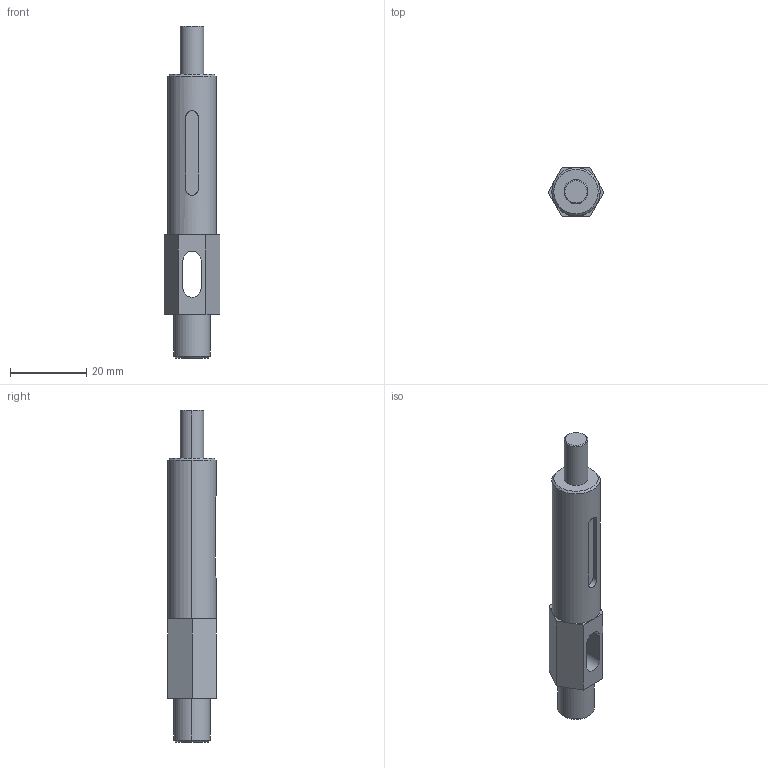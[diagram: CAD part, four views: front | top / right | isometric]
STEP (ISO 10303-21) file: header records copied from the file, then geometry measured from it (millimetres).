
FILE_DESCRIPTION (( 'STEP AP214' ), '1' );
FILE_NAME ('am-0021 Output Hex Shaft.STEP', '2014-08-26T20:15:23', ( '' ), ( '' ), 'SwSTEP 2.0', 'SolidWorks 2014', '' );
FILE_SCHEMA (( 'AUTOMOTIVE_DESIGN' ));
Length unit declared in the file: millimetre
Products named in the file (1): am-0021 Output Hex Shaft
Bounding box: 14.66 x 12.7 x 87.2 mm (x, y, z)
Volume: 8000.7 mm3; surface area: 4213.6 mm2
Topology: 1 solids, 1 shells, 41 faces, 97 edges, 61 vertices
Faces by surface type: plane 18, cylinder 15, cone 8
Entity records: 1357 total; most frequent: CARTESIAN_POINT 365, DIRECTION 201, ORIENTED_EDGE 190, EDGE_CURVE 95, AXIS2_PLACEMENT_3D 71, VERTEX_POINT 61, LINE 59, VECTOR 59
